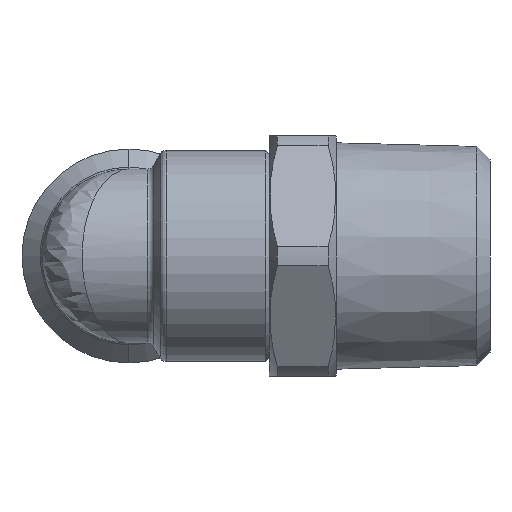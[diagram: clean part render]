
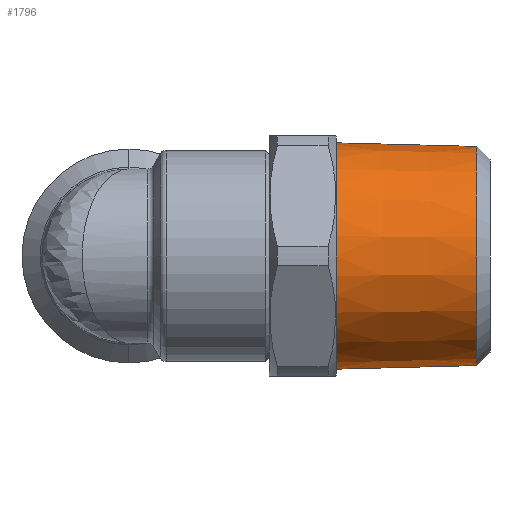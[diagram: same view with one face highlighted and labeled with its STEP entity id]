
A CAD part, left-side view. The second image highlights one B-rep face of the part: STEP entity #1796.
In plain terms, the highlighted conical face has half-angle 1.47 degrees and reference radius 8.462 mm.
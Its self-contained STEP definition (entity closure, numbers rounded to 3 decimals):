
#1004 = VERTEX_POINT ( 'NONE', #3374 ) ;
#1079 = EDGE_CURVE ( 'NONE', #1143, #1004, #3497, .T. ) ;
#1110 = VERTEX_POINT ( 'NONE', #2874 ) ;
#1143 = VERTEX_POINT ( 'NONE', #2130 ) ;
#1163 = EDGE_CURVE ( 'NONE', #1165, #1110, #2080, .T. ) ;
#1165 = VERTEX_POINT ( 'NONE', #2198 ) ;
#1719 = EDGE_LOOP ( 'NONE', ( #1720, #1721, #1723, #1754 ) ) ;
#1720 = ORIENTED_EDGE ( 'NONE', *, *, #1079, .F. ) ;
#1721 = ORIENTED_EDGE ( 'NONE', *, *, #1722, .F. ) ;
#1722 = EDGE_CURVE ( 'NONE', #1165, #1143, #2525, .T. ) ;
#1723 = ORIENTED_EDGE ( 'NONE', *, *, #1163, .T. ) ;
#1754 = ORIENTED_EDGE ( 'NONE', *, *, #1830, .T. ) ;
#1796 = ADVANCED_FACE ( 'NONE', ( #2675 ), #2665, .T. ) ;
#1830 = EDGE_CURVE ( 'NONE', #1110, #1004, #2717, .T. ) ;
#2078 = VECTOR ( 'NONE', #2114, 1000. ) ;
#2079 = CARTESIAN_POINT ( 'NONE',  ( 0., -15.5, 8.462 ) ) ;
#2080 = LINE ( 'NONE', #2079, #2078 ) ;
#2114 = DIRECTION ( 'NONE',  ( 0., 1., 0.026 ) ) ;
#2130 = CARTESIAN_POINT ( 'NONE',  ( 0., -26., -8.192 ) ) ;
#2198 = CARTESIAN_POINT ( 'NONE',  ( 0., -26., 8.192 ) ) ;
#2510 = DIRECTION ( 'NONE',  ( 0., 0., -1. ) ) ;
#2511 = DIRECTION ( 'NONE',  ( 0., -1., 0. ) ) ;
#2512 = CARTESIAN_POINT ( 'NONE',  ( 0., -26., 0. ) ) ;
#2524 = AXIS2_PLACEMENT_3D ( 'NONE', #2512, #2511, #2510 ) ;
#2525 = CIRCLE ( 'NONE', #2524, 8.192 ) ;
#2656 = CARTESIAN_POINT ( 'NONE',  ( 0., -15.5, 0. ) ) ;
#2657 = AXIS2_PLACEMENT_3D ( 'NONE', #2656, #2666, #2698 ) ;
#2665 = CONICAL_SURFACE ( 'NONE', #2657, 8.462, 0.026 ) ;
#2666 = DIRECTION ( 'NONE',  ( 0., 1., 0. ) ) ;
#2675 = FACE_OUTER_BOUND ( 'NONE', #1719, .T. ) ;
#2698 = DIRECTION ( 'NONE',  ( 0., 0., 1. ) ) ;
#2713 = DIRECTION ( 'NONE',  ( 0., 0., -1. ) ) ;
#2714 = DIRECTION ( 'NONE',  ( 0., -1., 0. ) ) ;
#2715 = CARTESIAN_POINT ( 'NONE',  ( 0., -15.5, 0. ) ) ;
#2716 = AXIS2_PLACEMENT_3D ( 'NONE', #2715, #2714, #2713 ) ;
#2717 = CIRCLE ( 'NONE', #2716, 8.462 ) ;
#2874 = CARTESIAN_POINT ( 'NONE',  ( 0., -15.5, 8.462 ) ) ;
#3374 = CARTESIAN_POINT ( 'NONE',  ( 0., -15.5, -8.462 ) ) ;
#3497 = LINE ( 'NONE', #3562, #3561 ) ;
#3560 = DIRECTION ( 'NONE',  ( 0., 1., -0.026 ) ) ;
#3561 = VECTOR ( 'NONE', #3560, 1000. ) ;
#3562 = CARTESIAN_POINT ( 'NONE',  ( 0., -15.5, -8.462 ) ) ;
